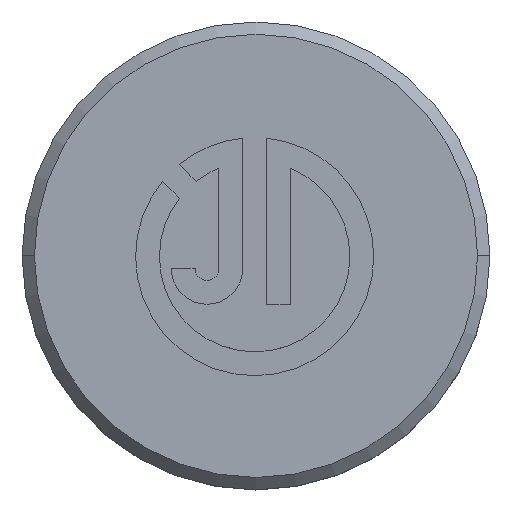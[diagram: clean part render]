
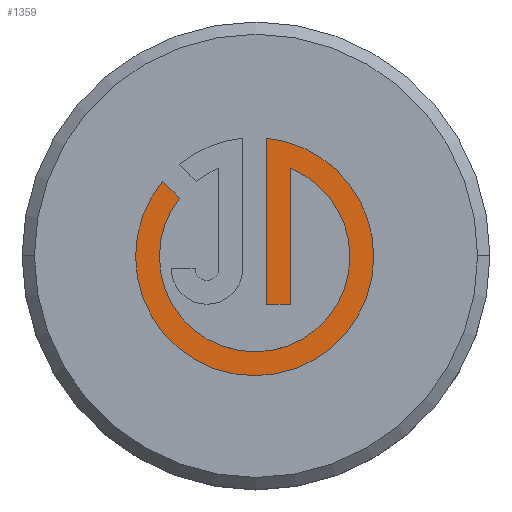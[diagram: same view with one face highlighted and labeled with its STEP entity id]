
A CAD part, top view. The second image highlights one B-rep face of the part: STEP entity #1359.
In plain terms, the highlighted planar face has unit normal (0, 0, 1).
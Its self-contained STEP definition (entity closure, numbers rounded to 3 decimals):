
#13 = EDGE_CURVE ( 'NONE', #588, #69, #1603, .T. ) ;
#56 = CARTESIAN_POINT ( 'NONE',  ( -3.923, -0.029, 139.9 ) ) ;
#62 = CARTESIAN_POINT ( 'NONE',  ( 4.782, -0.029, 139.9 ) ) ;
#69 = VERTEX_POINT ( 'NONE', #972 ) ;
#75 = EDGE_CURVE ( 'NONE', #1955, #1425, #186, .T. ) ;
#84 = DIRECTION ( 'NONE',  ( 0., 0., -1. ) ) ;
#86 = ORIENTED_EDGE ( 'NONE', *, *, #13, .T. ) ;
#98 = DIRECTION ( 'NONE',  ( 1., 0., 0. ) ) ;
#101 = CARTESIAN_POINT ( 'NONE',  ( 0.429, 4.783, 139.9 ) ) ;
#141 = LINE ( 'NONE', #1833, #1031 ) ;
#186 = CIRCLE ( 'NONE', #1769, 3.869 ) ;
#225 = DIRECTION ( 'NONE',  ( 0., 0., 1. ) ) ;
#234 = VECTOR ( 'NONE', #1056, 1000. ) ;
#378 = LINE ( 'NONE', #646, #1678 ) ;
#391 = AXIS2_PLACEMENT_3D ( 'NONE', #746, #1967, #932 ) ;
#398 = CARTESIAN_POINT ( 'NONE',  ( -3.11, 2.343, 139.9 ) ) ;
#409 = CIRCLE ( 'NONE', #391, 4.836 ) ;
#451 = CARTESIAN_POINT ( 'NONE',  ( -4.89, -0.029, 139.9 ) ) ;
#467 = CARTESIAN_POINT ( 'NONE',  ( 1.397, -1.963, 139.9 ) ) ;
#507 = ORIENTED_EDGE ( 'NONE', *, *, #1598, .T. ) ;
#588 = VERTEX_POINT ( 'NONE', #467 ) ;
#591 = VERTEX_POINT ( 'NONE', #451 ) ;
#646 = CARTESIAN_POINT ( 'NONE',  ( 0., -1.963, 139.9 ) ) ;
#724 = CIRCLE ( 'NONE', #2258, 4.836 ) ;
#734 = ORIENTED_EDGE ( 'NONE', *, *, #2102, .T. ) ;
#746 = CARTESIAN_POINT ( 'NONE',  ( -0.054, -0.029, 139.9 ) ) ;
#756 = DIRECTION ( 'NONE',  ( 1., 0., 0. ) ) ;
#793 = DIRECTION ( 'NONE',  ( -1., 0., 0. ) ) ;
#800 = DIRECTION ( 'NONE',  ( 0., 0., -1. ) ) ;
#813 = CARTESIAN_POINT ( 'NONE',  ( -0.054, -0.029, 139.9 ) ) ;
#838 = EDGE_CURVE ( 'NONE', #1958, #591, #1651, .T. ) ;
#873 = CARTESIAN_POINT ( 'NONE',  ( -0.054, -0.029, 139.9 ) ) ;
#925 = EDGE_LOOP ( 'NONE', ( #507, #1774, #1002, #1178, #1282, #1591, #951, #734, #1727, #86 ) ) ;
#932 = DIRECTION ( 'NONE',  ( 1., 0., 0. ) ) ;
#944 = EDGE_CURVE ( 'NONE', #1379, #1958, #141, .T. ) ;
#951 = ORIENTED_EDGE ( 'NONE', *, *, #1334, .T. ) ;
#959 = DIRECTION ( 'NONE',  ( 0., 0., 1. ) ) ;
#965 = CIRCLE ( 'NONE', #2116, 3.869 ) ;
#972 = CARTESIAN_POINT ( 'NONE',  ( 1.397, 3.558, 139.9 ) ) ;
#1002 = ORIENTED_EDGE ( 'NONE', *, *, #2038, .T. ) ;
#1026 = EDGE_CURVE ( 'NONE', #1096, #588, #378, .T. ) ;
#1031 = VECTOR ( 'NONE', #1321, 1000. ) ;
#1045 = DIRECTION ( 'NONE',  ( -1., 0., 0. ) ) ;
#1056 = DIRECTION ( 'NONE',  ( 0., -1., 0. ) ) ;
#1096 = VERTEX_POINT ( 'NONE', #1724 ) ;
#1134 = VECTOR ( 'NONE', #1289, 1000. ) ;
#1152 = CARTESIAN_POINT ( 'NONE',  ( -0.054, -0.029, 139.9 ) ) ;
#1178 = ORIENTED_EDGE ( 'NONE', *, *, #944, .T. ) ;
#1282 = ORIENTED_EDGE ( 'NONE', *, *, #838, .T. ) ;
#1283 = CARTESIAN_POINT ( 'NONE',  ( 0., 0., 139.9 ) ) ;
#1289 = DIRECTION ( 'NONE',  ( 0., 1., 0. ) ) ;
#1292 = CARTESIAN_POINT ( 'NONE',  ( -0.054, -0.029, 139.9 ) ) ;
#1321 = DIRECTION ( 'NONE',  ( -0.707, 0.707, 0. ) ) ;
#1323 = DIRECTION ( 'NONE',  ( -1., 0., 0. ) ) ;
#1334 = EDGE_CURVE ( 'NONE', #1571, #1660, #409, .T. ) ;
#1359 = ADVANCED_FACE ( 'NONE', ( #1768 ), #2129, .T. ) ;
#1379 = VERTEX_POINT ( 'NONE', #398 ) ;
#1423 = EDGE_CURVE ( 'NONE', #591, #1571, #724, .T. ) ;
#1425 = VERTEX_POINT ( 'NONE', #56 ) ;
#1426 = AXIS2_PLACEMENT_3D ( 'NONE', #1152, #84, #1323 ) ;
#1467 = DIRECTION ( 'NONE',  ( 1., 0., 0. ) ) ;
#1490 = CIRCLE ( 'NONE', #1426, 3.869 ) ;
#1500 = CARTESIAN_POINT ( 'NONE',  ( 1.397, 0., 139.9 ) ) ;
#1571 = VERTEX_POINT ( 'NONE', #62 ) ;
#1587 = AXIS2_PLACEMENT_3D ( 'NONE', #1283, #1806, #756 ) ;
#1591 = ORIENTED_EDGE ( 'NONE', *, *, #1423, .T. ) ;
#1598 = EDGE_CURVE ( 'NONE', #69, #1955, #1490, .T. ) ;
#1603 = LINE ( 'NONE', #1500, #1134 ) ;
#1651 = CIRCLE ( 'NONE', #2053, 4.836 ) ;
#1660 = VERTEX_POINT ( 'NONE', #101 ) ;
#1678 = VECTOR ( 'NONE', #1706, 1000. ) ;
#1706 = DIRECTION ( 'NONE',  ( 1., 0., 0. ) ) ;
#1724 = CARTESIAN_POINT ( 'NONE',  ( 0.429, -1.963, 139.9 ) ) ;
#1727 = ORIENTED_EDGE ( 'NONE', *, *, #1026, .T. ) ;
#1768 = FACE_OUTER_BOUND ( 'NONE', #925, .T. ) ;
#1769 = AXIS2_PLACEMENT_3D ( 'NONE', #813, #800, #793 ) ;
#1774 = ORIENTED_EDGE ( 'NONE', *, *, #75, .T. ) ;
#1806 = DIRECTION ( 'NONE',  ( 0., 0., 1. ) ) ;
#1833 = CARTESIAN_POINT ( 'NONE',  ( -3.11, 2.343, 139.9 ) ) ;
#1874 = CARTESIAN_POINT ( 'NONE',  ( -3.799, 3.032, 139.9 ) ) ;
#1884 = CARTESIAN_POINT ( 'NONE',  ( 3.815, -0.029, 139.9 ) ) ;
#1955 = VERTEX_POINT ( 'NONE', #1884 ) ;
#1958 = VERTEX_POINT ( 'NONE', #1874 ) ;
#1967 = DIRECTION ( 'NONE',  ( 0., 0., 1. ) ) ;
#1994 = CARTESIAN_POINT ( 'NONE',  ( -0.054, -0.029, 139.9 ) ) ;
#2038 = EDGE_CURVE ( 'NONE', #1425, #1379, #965, .T. ) ;
#2053 = AXIS2_PLACEMENT_3D ( 'NONE', #1292, #225, #1467 ) ;
#2072 = DIRECTION ( 'NONE',  ( 0., 0., -1. ) ) ;
#2102 = EDGE_CURVE ( 'NONE', #1660, #1096, #2141, .T. ) ;
#2116 = AXIS2_PLACEMENT_3D ( 'NONE', #873, #2072, #1045 ) ;
#2129 = PLANE ( 'NONE',  #1587 ) ;
#2141 = LINE ( 'NONE', #2253, #234 ) ;
#2253 = CARTESIAN_POINT ( 'NONE',  ( 0.429, 0., 139.9 ) ) ;
#2258 = AXIS2_PLACEMENT_3D ( 'NONE', #1994, #959, #98 ) ;
